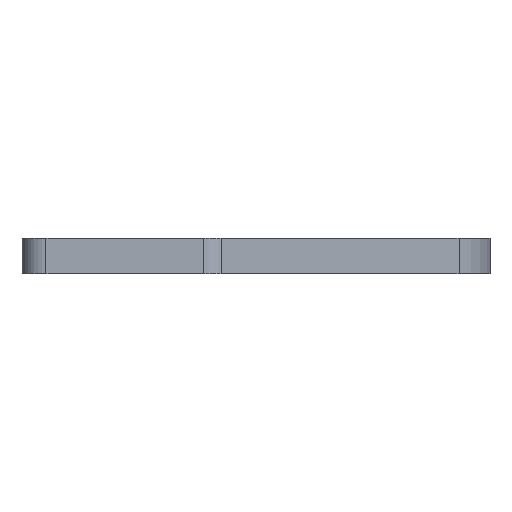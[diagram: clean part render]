
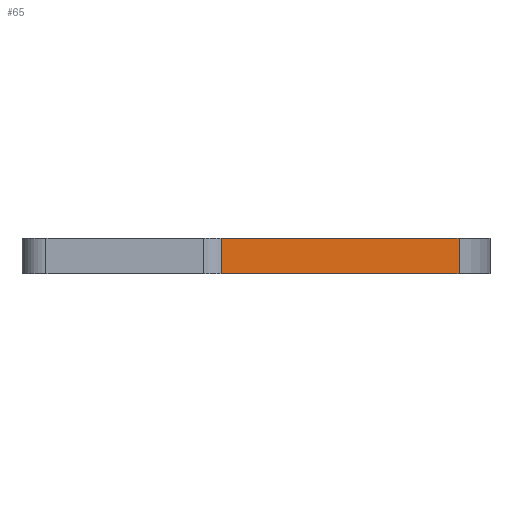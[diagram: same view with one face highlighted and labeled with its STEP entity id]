
A CAD part, left-side view. The second image highlights one B-rep face of the part: STEP entity #65.
In plain terms, the highlighted planar face has unit normal (-0.689, -0.725, 0).
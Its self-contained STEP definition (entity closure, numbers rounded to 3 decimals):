
#65=ADVANCED_FACE('',(#247),#249,.T.);
#247=FACE_BOUND('',#248,.T.);
#248=EDGE_LOOP('',(#624,#625,#626,#627));
#249=PLANE('',#250);
#250=AXIS2_PLACEMENT_3D('',#251,#252,#253);
#251=CARTESIAN_POINT('',(-28.016,13.541,0.));
#252=DIRECTION('',(-0.689,-0.725,0.));
#253=DIRECTION('',(0.725,-0.689,0.));
#624=ORIENTED_EDGE('',*,*,#855,.F.);
#625=ORIENTED_EDGE('',*,*,#789,.T.);
#626=ORIENTED_EDGE('',*,*,#856,.T.);
#627=ORIENTED_EDGE('',*,*,#747,.F.);
#747=EDGE_CURVE('',#887,#889,#890,.T.);
#789=EDGE_CURVE('',#973,#971,#974,.T.);
#855=EDGE_CURVE('',#973,#887,#1081,.T.);
#856=EDGE_CURVE('',#971,#889,#1082,.T.);
#887=VERTEX_POINT('',#1128);
#889=VERTEX_POINT('',#1133);
#890=LINE('',#1134,#1135);
#971=VERTEX_POINT('',#1321);
#973=VERTEX_POINT('',#1326);
#974=LINE('',#1327,#1328);
#1081=LINE('',#1591,#1592);
#1082=LINE('',#1594,#1595);
#1128=CARTESIAN_POINT('',(-27.394,12.95,3.));
#1133=CARTESIAN_POINT('',(-6.548,-6.883,3.));
#1134=CARTESIAN_POINT('',(-27.394,12.95,3.));
#1135=VECTOR('',#1136,1.);
#1136=DIRECTION('',(0.725,-0.689,0.));
#1321=CARTESIAN_POINT('',(-6.548,-6.883,0.));
#1326=CARTESIAN_POINT('',(-27.394,12.95,0.));
#1327=CARTESIAN_POINT('',(-27.394,12.95,0.));
#1328=VECTOR('',#1329,1.);
#1329=DIRECTION('',(0.725,-0.689,0.));
#1591=CARTESIAN_POINT('',(-27.394,12.95,0.));
#1592=VECTOR('',#1593,1.);
#1593=DIRECTION('',(0.,0.,1.));
#1594=CARTESIAN_POINT('',(-6.548,-6.883,0.));
#1595=VECTOR('',#1596,1.);
#1596=DIRECTION('',(0.,0.,1.));
